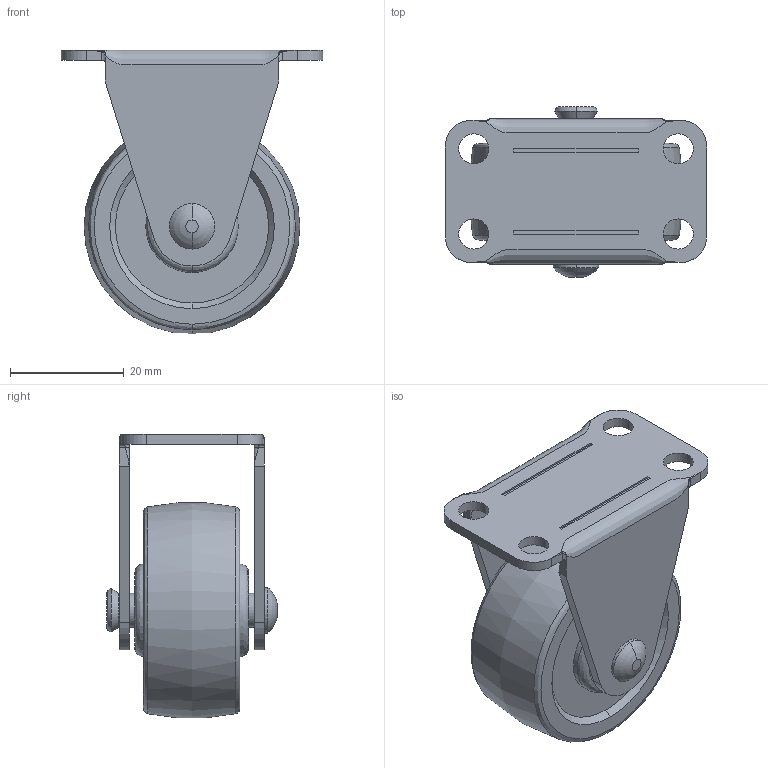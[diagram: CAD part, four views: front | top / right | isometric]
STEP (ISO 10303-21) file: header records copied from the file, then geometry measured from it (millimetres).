
FILE_DESCRIPTION( (''), '2;1');
FILE_NAME ('PC002.7988.TCA_420R_U38_27216.stp','2025-08-07T20:34:36',(''),(''),'spGate 19.8.4 (****-****-****-****)','','');
FILE_SCHEMA (('AUTOMOTIVE_DESIGN'));
Length unit declared in the file: millimetre
Products named in the file (4): Assembly; wheel; body; axle
Assembly tree (3 placements, depth 2):
  Assembly
    wheel
    body
    axle
Bounding box: 46 x 30.1 x 49.91 mm (x, y, z)
Volume: 23180.3 mm3; surface area: 10910.2 mm2
Topology: 3 solids, 3 shells, 113 faces, 270 edges, 162 vertices
Faces by surface type: plane 39, bspline 36, cylinder 36, sphere 2
Entity records: 6644 total; most frequent: CARTESIAN_POINT 2095, ORIENTED_EDGE 524, DIRECTION 424, COLOUR_RGB 378, PRESENTATION_STYLE_ASSIGNMENT 378, STYLED_ITEM 378, EDGE_CURVE 262, DRAUGHTING_PRE_DEFINED_CURVE_FONT 262
